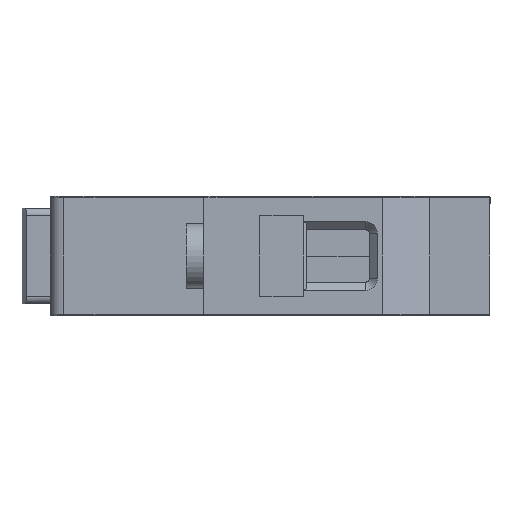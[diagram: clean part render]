
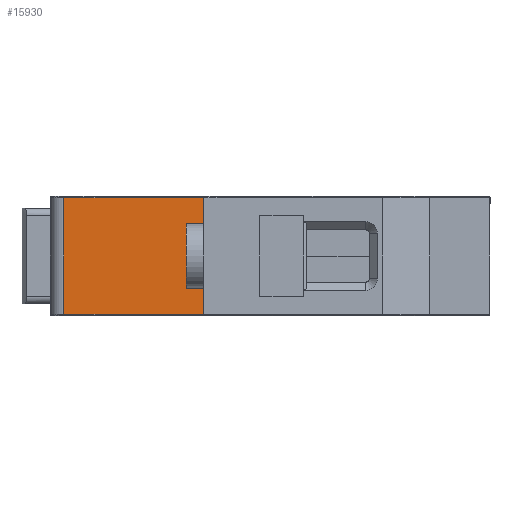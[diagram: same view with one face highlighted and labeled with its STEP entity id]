
A CAD part, left-side view. The second image highlights one B-rep face of the part: STEP entity #15930.
In plain terms, the highlighted planar face has unit normal (-1, 0, 0).
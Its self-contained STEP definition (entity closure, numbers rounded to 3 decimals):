
#93 = EDGE_CURVE ( 'NONE', #12730, #16307, #16316, .T. ) ;
#690 = ORIENTED_EDGE ( 'NONE', *, *, #15949, .T. ) ;
#990 = VECTOR ( 'NONE', #4029, 1000. ) ;
#1130 = CARTESIAN_POINT ( 'NONE',  ( -31., -16.4, 2.95 ) ) ;
#1251 = EDGE_CURVE ( 'NONE', #7993, #16307, #7513, .T. ) ;
#1658 = VERTEX_POINT ( 'NONE', #14251 ) ;
#1867 = VECTOR ( 'NONE', #4528, 1000. ) ;
#2289 = LINE ( 'NONE', #3214, #1867 ) ;
#2418 = VECTOR ( 'NONE', #8244, 1000. ) ;
#2460 = VECTOR ( 'NONE', #4016, 1000. ) ;
#3214 = CARTESIAN_POINT ( 'NONE',  ( -31., -12.2, 8.7 ) ) ;
#3299 = CARTESIAN_POINT ( 'NONE',  ( -31., -16.4, -2.95 ) ) ;
#3488 = VERTEX_POINT ( 'NONE', #7524 ) ;
#4016 = DIRECTION ( 'NONE',  ( 0., 0., -1. ) ) ;
#4029 = DIRECTION ( 'NONE',  ( 0., -1., 0. ) ) ;
#4437 = VERTEX_POINT ( 'NONE', #11103 ) ;
#4528 = DIRECTION ( 'NONE',  ( 0., 1., 0. ) ) ;
#5342 = EDGE_CURVE ( 'NONE', #1658, #4437, #2289, .T. ) ;
#5544 = VERTEX_POINT ( 'NONE', #6405 ) ;
#6069 = LINE ( 'NONE', #12549, #12142 ) ;
#6405 = CARTESIAN_POINT ( 'NONE',  ( -31., -16.4, 2.95 ) ) ;
#6539 = EDGE_CURVE ( 'NONE', #7993, #4437, #6069, .T. ) ;
#6786 = ORIENTED_EDGE ( 'NONE', *, *, #15399, .F. ) ;
#6950 = CARTESIAN_POINT ( 'NONE',  ( -31., -16.4, -2.95 ) ) ;
#7308 = LINE ( 'NONE', #3299, #13821 ) ;
#7328 = DIRECTION ( 'NONE',  ( 0., 0., 1. ) ) ;
#7513 = LINE ( 'NONE', #10172, #990 ) ;
#7524 = CARTESIAN_POINT ( 'NONE',  ( -31., -16.4, -2.95 ) ) ;
#7557 = PLANE ( 'NONE',  #12170 ) ;
#7993 = VERTEX_POINT ( 'NONE', #9897 ) ;
#8244 = DIRECTION ( 'NONE',  ( 0., -1., 0. ) ) ;
#8539 = CARTESIAN_POINT ( 'NONE',  ( -31., -19., 2.95 ) ) ;
#8854 = DIRECTION ( 'NONE',  ( 0., 0., -1. ) ) ;
#9094 = DIRECTION ( 'NONE',  ( 0., 0., -1. ) ) ;
#9166 = ORIENTED_EDGE ( 'NONE', *, *, #15632, .F. ) ;
#9733 = LINE ( 'NONE', #6950, #2418 ) ;
#9897 = CARTESIAN_POINT ( 'NONE',  ( -31., 1.8, -8.7 ) ) ;
#10172 = CARTESIAN_POINT ( 'NONE',  ( -31., -19., -8.7 ) ) ;
#10240 = DIRECTION ( 'NONE',  ( 0., -1., 0. ) ) ;
#10287 = EDGE_LOOP ( 'NONE', ( #6786, #15911, #13003, #15392, #12631, #9166, #12509, #690 ) ) ;
#10571 = LINE ( 'NONE', #1130, #14826 ) ;
#11062 = CARTESIAN_POINT ( 'NONE',  ( -31., -19., -8.7 ) ) ;
#11086 = DIRECTION ( 'NONE',  ( 0., 0., -1. ) ) ;
#11103 = CARTESIAN_POINT ( 'NONE',  ( -31., 1.8, 8.7 ) ) ;
#12142 = VECTOR ( 'NONE', #7328, 1000. ) ;
#12170 = AXIS2_PLACEMENT_3D ( 'NONE', #13986, #16693, #8854 ) ;
#12509 = ORIENTED_EDGE ( 'NONE', *, *, #15773, .F. ) ;
#12549 = CARTESIAN_POINT ( 'NONE',  ( -31., 1.8, 8.7 ) ) ;
#12600 = VECTOR ( 'NONE', #9094, 1000. ) ;
#12631 = ORIENTED_EDGE ( 'NONE', *, *, #93, .F. ) ;
#12730 = VERTEX_POINT ( 'NONE', #15649 ) ;
#13003 = ORIENTED_EDGE ( 'NONE', *, *, #6539, .F. ) ;
#13821 = VECTOR ( 'NONE', #11086, 1000. ) ;
#13986 = CARTESIAN_POINT ( 'NONE',  ( -31., -12.2, -8.7 ) ) ;
#14000 = CARTESIAN_POINT ( 'NONE',  ( -31., -19., 8.902 ) ) ;
#14251 = CARTESIAN_POINT ( 'NONE',  ( -31., -19., 8.7 ) ) ;
#14430 = FACE_OUTER_BOUND ( 'NONE', #10287, .T. ) ;
#14826 = VECTOR ( 'NONE', #10240, 1000. ) ;
#15392 = ORIENTED_EDGE ( 'NONE', *, *, #1251, .T. ) ;
#15399 = EDGE_CURVE ( 'NONE', #1658, #16907, #16494, .T. ) ;
#15611 = CARTESIAN_POINT ( 'NONE',  ( -31., -19., 8.902 ) ) ;
#15632 = EDGE_CURVE ( 'NONE', #3488, #12730, #9733, .T. ) ;
#15649 = CARTESIAN_POINT ( 'NONE',  ( -31., -19., -2.95 ) ) ;
#15773 = EDGE_CURVE ( 'NONE', #5544, #3488, #7308, .T. ) ;
#15911 = ORIENTED_EDGE ( 'NONE', *, *, #5342, .T. ) ;
#15930 = ADVANCED_FACE ( 'NONE', ( #14430 ), #7557, .F. ) ;
#15949 = EDGE_CURVE ( 'NONE', #5544, #16907, #10571, .T. ) ;
#16307 = VERTEX_POINT ( 'NONE', #11062 ) ;
#16316 = LINE ( 'NONE', #14000, #2460 ) ;
#16494 = LINE ( 'NONE', #15611, #12600 ) ;
#16693 = DIRECTION ( 'NONE',  ( 1., 0., 0. ) ) ;
#16907 = VERTEX_POINT ( 'NONE', #8539 ) ;
